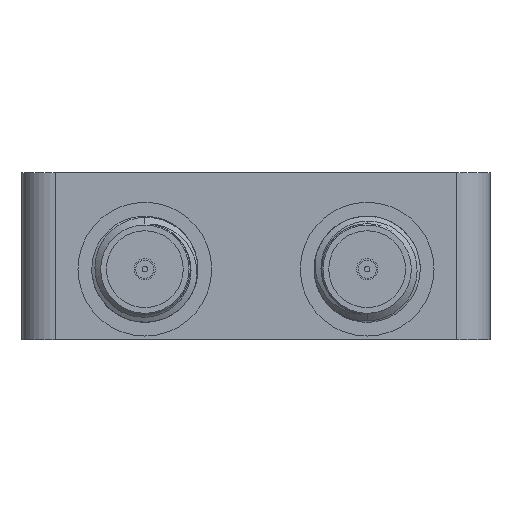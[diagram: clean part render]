
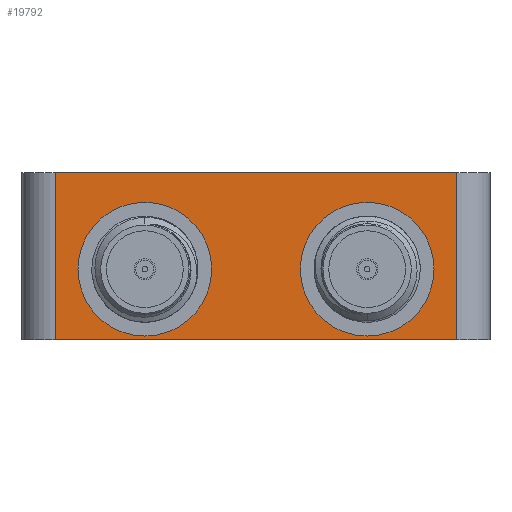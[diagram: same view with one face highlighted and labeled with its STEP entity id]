
A CAD part, front view. The second image highlights one B-rep face of the part: STEP entity #19792.
In plain terms, the highlighted planar face has unit normal (0, -1, 0).
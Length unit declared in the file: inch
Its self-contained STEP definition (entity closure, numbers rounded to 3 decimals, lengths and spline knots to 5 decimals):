
#1372 = EDGE_CURVE ( 'NONE', #13221, #18705, #6691, .T. ) ;
#1883 = VERTEX_POINT ( 'NONE', #10237 ) ;
#2293 = DIRECTION ( 'NONE',  ( 0., 0., -1. ) ) ;
#3570 = ORIENTED_EDGE ( 'NONE', *, *, #6538, .T. ) ;
#3734 = CARTESIAN_POINT ( 'NONE',  ( -0.47244, -1.06299, 0.19685 ) ) ;
#3869 = CARTESIAN_POINT ( 'NONE',  ( -0.47244, -1.06299, 0.19685 ) ) ;
#4412 = LINE ( 'NONE', #21984, #7108 ) ;
#4438 = VECTOR ( 'NONE', #11669, 39.37008 ) ;
#4765 = VERTEX_POINT ( 'NONE', #5230 ) ;
#5230 = CARTESIAN_POINT ( 'NONE',  ( -0.47244, -1.06299, -0.19685 ) ) ;
#5528 = DIRECTION ( 'NONE',  ( 0., 0., 1. ) ) ;
#5757 = PLANE ( 'NONE',  #9882 ) ;
#5917 = ORIENTED_EDGE ( 'NONE', *, *, #7716, .T. ) ;
#6055 = DIRECTION ( 'NONE',  ( 1., 0., 0. ) ) ;
#6538 = EDGE_CURVE ( 'NONE', #4765, #1883, #16911, .T. ) ;
#6691 = LINE ( 'NONE', #10353, #17148 ) ;
#7108 = VECTOR ( 'NONE', #2293, 39.37008 ) ;
#7531 = DIRECTION ( 'NONE',  ( 0., 1., 0. ) ) ;
#7716 = EDGE_CURVE ( 'NONE', #13221, #4765, #4412, .T. ) ;
#7747 = ORIENTED_EDGE ( 'NONE', *, *, #1372, .F. ) ;
#9406 = FACE_OUTER_BOUND ( 'NONE', #12277, .T. ) ;
#9882 = AXIS2_PLACEMENT_3D ( 'NONE', #3869, #7531, #5528 ) ;
#10237 = CARTESIAN_POINT ( 'NONE',  ( 0.47244, -1.06299, -0.19685 ) ) ;
#10353 = CARTESIAN_POINT ( 'NONE',  ( -0.47244, -1.06299, 0.19685 ) ) ;
#11669 = DIRECTION ( 'NONE',  ( 0., 0., -1. ) ) ;
#12183 = ORIENTED_EDGE ( 'NONE', *, *, #20825, .F. ) ;
#12277 = EDGE_LOOP ( 'NONE', ( #3570, #12183, #7747, #5917 ) ) ;
#13221 = VERTEX_POINT ( 'NONE', #3734 ) ;
#13436 = LINE ( 'NONE', #17334, #4438 ) ;
#16911 = LINE ( 'NONE', #22223, #17976 ) ;
#17148 = VECTOR ( 'NONE', #19193, 39.37008 ) ;
#17334 = CARTESIAN_POINT ( 'NONE',  ( 0.47244, -1.06299, 0.19685 ) ) ;
#17976 = VECTOR ( 'NONE', #6055, 39.37008 ) ;
#18705 = VERTEX_POINT ( 'NONE', #19715 ) ;
#19193 = DIRECTION ( 'NONE',  ( 1., 0., 0. ) ) ;
#19715 = CARTESIAN_POINT ( 'NONE',  ( 0.47244, -1.06299, 0.19685 ) ) ;
#19792 = ADVANCED_FACE ( 'NONE', ( #9406 ), #5757, .F. ) ;
#20825 = EDGE_CURVE ( 'NONE', #18705, #1883, #13436, .T. ) ;
#21984 = CARTESIAN_POINT ( 'NONE',  ( -0.47244, -1.06299, 0.19685 ) ) ;
#22223 = CARTESIAN_POINT ( 'NONE',  ( -0.47244, -1.06299, -0.19685 ) ) ;
